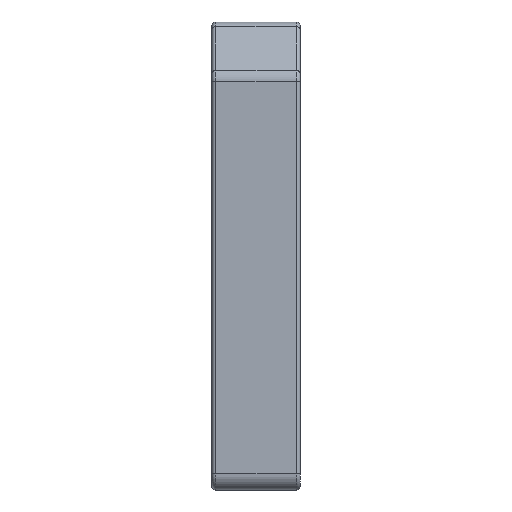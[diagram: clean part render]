
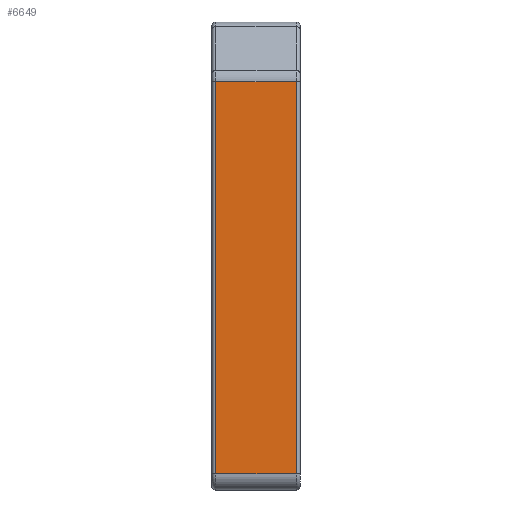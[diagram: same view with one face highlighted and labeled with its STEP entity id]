
A CAD part, left-side view. The second image highlights one B-rep face of the part: STEP entity #6649.
In plain terms, the highlighted planar face has unit normal (-1, 0, 0).
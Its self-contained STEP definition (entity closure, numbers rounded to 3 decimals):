
#156=PLANE('',#7209);
#567=FACE_OUTER_BOUND('',#989,.T.);
#989=EDGE_LOOP('',(#5115,#5116,#5117,#5118));
#1628=LINE('',#10124,#2452);
#1642=LINE('',#10189,#2466);
#1643=LINE('',#10193,#2467);
#1644=LINE('',#10194,#2468);
#2452=VECTOR('',#8059,10.);
#2466=VECTOR('',#8137,10.);
#2467=VECTOR('',#8142,10.);
#2468=VECTOR('',#8143,10.);
#3276=VERTEX_POINT('',#10117);
#3279=VERTEX_POINT('',#10122);
#3298=VERTEX_POINT('',#10188);
#3299=VERTEX_POINT('',#10192);
#3969=EDGE_CURVE('',#3279,#3276,#1628,.T.);
#4002=EDGE_CURVE('',#3276,#3298,#1642,.T.);
#4004=EDGE_CURVE('',#3299,#3279,#1643,.T.);
#4005=EDGE_CURVE('',#3298,#3299,#1644,.T.);
#5115=ORIENTED_EDGE('',*,*,#3969,.F.);
#5116=ORIENTED_EDGE('',*,*,#4004,.F.);
#5117=ORIENTED_EDGE('',*,*,#4005,.F.);
#5118=ORIENTED_EDGE('',*,*,#4002,.F.);
#6649=ADVANCED_FACE('',(#567),#156,.T.);
#7209=AXIS2_PLACEMENT_3D('',#10191,#8140,#8141);
#8059=DIRECTION('',(0.,0.,-1.));
#8137=DIRECTION('',(0.,1.,0.));
#8140=DIRECTION('center_axis',(-1.,0.,0.));
#8141=DIRECTION('ref_axis',(0.,0.,1.));
#8142=DIRECTION('',(0.,-1.,0.));
#8143=DIRECTION('',(0.,0.,1.));
#10117=CARTESIAN_POINT('',(-11.64,0.19,-10.84));
#10122=CARTESIAN_POINT('',(-11.64,0.19,8.664));
#10124=CARTESIAN_POINT('',(-11.64,0.19,-5.82));
#10188=CARTESIAN_POINT('',(-11.64,4.19,-10.84));
#10189=CARTESIAN_POINT('',(-11.64,-0.01,-10.84));
#10191=CARTESIAN_POINT('Origin',(-11.64,-0.01,-11.64));
#10192=CARTESIAN_POINT('',(-11.64,4.19,8.664));
#10193=CARTESIAN_POINT('',(-11.64,-0.01,8.664));
#10194=CARTESIAN_POINT('',(-11.64,4.19,-5.82));
